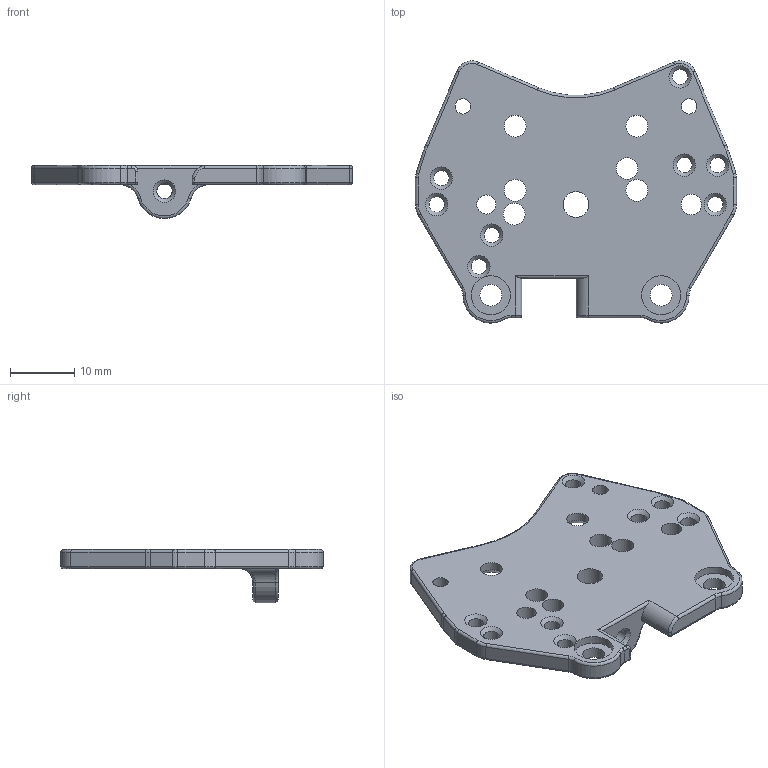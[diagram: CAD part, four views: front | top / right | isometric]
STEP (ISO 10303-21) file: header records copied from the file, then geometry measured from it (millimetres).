
FILE_DESCRIPTION(/* description */ (''),/* implementation_level */ '2;1');
FILE_NAME(/* name */ 'Jaguar SLM TOP PLATE.step',/* time_stamp */ '2024-04-04T12:48:36-04:00',/* author */ (''),/* organization */ (''),/* preprocessor_version */ 'ST-DEVELOPER v20',/* originating_system */ 'Autodesk Translation Framework v12.20.1.177',/* authorisation */ '');
FILE_SCHEMA (('AUTOMOTIVE_DESIGN { 1 0 10303 214 3 1 1 }'));
Length unit declared in the file: millimetre
Products named in the file (1): SLM TOP PLATE
Bounding box: 50.13 x 40.94 x 8.28 mm (x, y, z)
Volume: 4340.2 mm3; surface area: 3992.6 mm2
Topology: 1 solids, 1 shells, 151 faces, 363 edges, 213 vertices
Faces by surface type: cylinder 75, torus 38, plane 21, cone 13, bspline 2, sphere 2
Full cylindrical faces by diameter (mm): 2.4 x11, 3 x1, 3.2 x1, 3.4 x8, 4 x1, 6.1 x2
Entity records: 4812 total; most frequent: CARTESIAN_POINT 1087, DIRECTION 840, ORIENTED_EDGE 722, EDGE_CURVE 361, AXIS2_PLACEMENT_3D 350, VERTEX_POINT 213, CIRCLE 200, EDGE_LOOP 196
